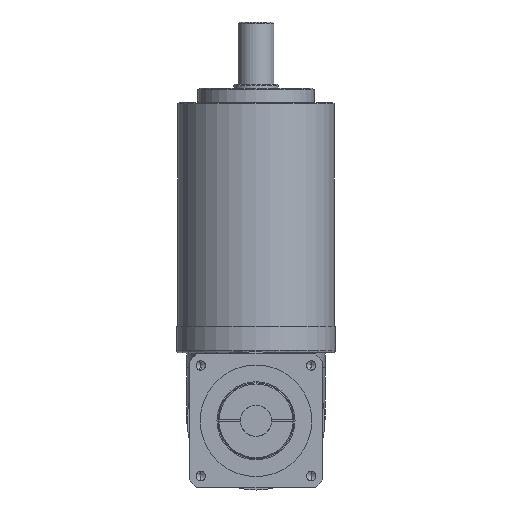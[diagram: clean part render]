
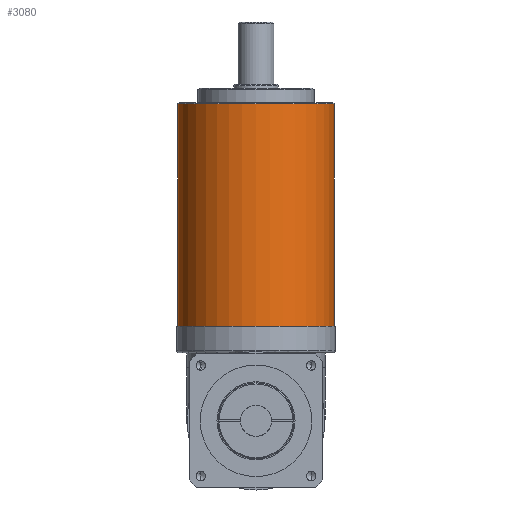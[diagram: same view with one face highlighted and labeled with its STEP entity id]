
A CAD part, front view. The second image highlights one B-rep face of the part: STEP entity #3080.
In plain terms, the highlighted cylindrical face has radius 35 mm (diameter 70 mm), a partial arc.
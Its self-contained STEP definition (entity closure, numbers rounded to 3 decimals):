
#95 = CYLINDRICAL_SURFACE ( 'NONE', #1338, 35. ) ;
#107 = CARTESIAN_POINT ( 'NONE',  ( 35., 0., 106.6 ) ) ;
#153 = AXIS2_PLACEMENT_3D ( 'NONE', #1672, #2922, #3070 ) ;
#227 = VERTEX_POINT ( 'NONE', #2923 ) ;
#241 = CARTESIAN_POINT ( 'NONE',  ( 35., 0., 99.6 ) ) ;
#282 = VECTOR ( 'NONE', #398, 1000. ) ;
#346 = EDGE_CURVE ( 'NONE', #1812, #227, #1702, .T. ) ;
#398 = DIRECTION ( 'NONE',  ( 0., 0., -1. ) ) ;
#497 = VERTEX_POINT ( 'NONE', #1741 ) ;
#579 = EDGE_CURVE ( 'NONE', #1318, #497, #3249, .T. ) ;
#628 = CARTESIAN_POINT ( 'NONE',  ( 0., 0., 0. ) ) ;
#658 = CARTESIAN_POINT ( 'NONE',  ( -35., 0., 106.6 ) ) ;
#672 = ORIENTED_EDGE ( 'NONE', *, *, #579, .T. ) ;
#736 = AXIS2_PLACEMENT_3D ( 'NONE', #628, #2441, #901 ) ;
#884 = DIRECTION ( 'NONE',  ( 0., 0., -1. ) ) ;
#901 = DIRECTION ( 'NONE',  ( -1., 0., 0. ) ) ;
#1109 = ORIENTED_EDGE ( 'NONE', *, *, #2489, .F. ) ;
#1318 = VERTEX_POINT ( 'NONE', #241 ) ;
#1338 = AXIS2_PLACEMENT_3D ( 'NONE', #2550, #1527, #2049 ) ;
#1417 = EDGE_CURVE ( 'NONE', #497, #227, #3110, .T. ) ;
#1476 = FACE_OUTER_BOUND ( 'NONE', #1884, .T. ) ;
#1527 = DIRECTION ( 'NONE',  ( 0., 0., -1. ) ) ;
#1528 = ORIENTED_EDGE ( 'NONE', *, *, #1417, .T. ) ;
#1672 = CARTESIAN_POINT ( 'NONE',  ( 0., 0., 99.6 ) ) ;
#1702 = CIRCLE ( 'NONE', #736, 35. ) ;
#1741 = CARTESIAN_POINT ( 'NONE',  ( -35., 0., 99.6 ) ) ;
#1812 = VERTEX_POINT ( 'NONE', #3163 ) ;
#1884 = EDGE_LOOP ( 'NONE', ( #1109, #672, #1528, #2275 ) ) ;
#1896 = VECTOR ( 'NONE', #884, 1000. ) ;
#2049 = DIRECTION ( 'NONE',  ( -1., 0., 0. ) ) ;
#2275 = ORIENTED_EDGE ( 'NONE', *, *, #346, .F. ) ;
#2441 = DIRECTION ( 'NONE',  ( 0., 0., -1. ) ) ;
#2489 = EDGE_CURVE ( 'NONE', #1318, #1812, #2656, .T. ) ;
#2550 = CARTESIAN_POINT ( 'NONE',  ( 0., 0., 106.6 ) ) ;
#2656 = LINE ( 'NONE', #107, #1896 ) ;
#2922 = DIRECTION ( 'NONE',  ( 0., 0., -1. ) ) ;
#2923 = CARTESIAN_POINT ( 'NONE',  ( -35., 0., 0. ) ) ;
#3070 = DIRECTION ( 'NONE',  ( 1., 0., 0. ) ) ;
#3080 = ADVANCED_FACE ( 'NONE', ( #1476 ), #95, .T. ) ;
#3110 = LINE ( 'NONE', #658, #282 ) ;
#3163 = CARTESIAN_POINT ( 'NONE',  ( 35., 0., 0. ) ) ;
#3249 = CIRCLE ( 'NONE', #153, 35. ) ;
